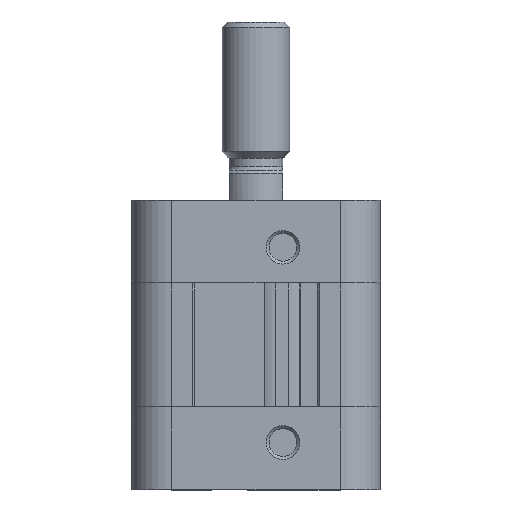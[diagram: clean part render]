
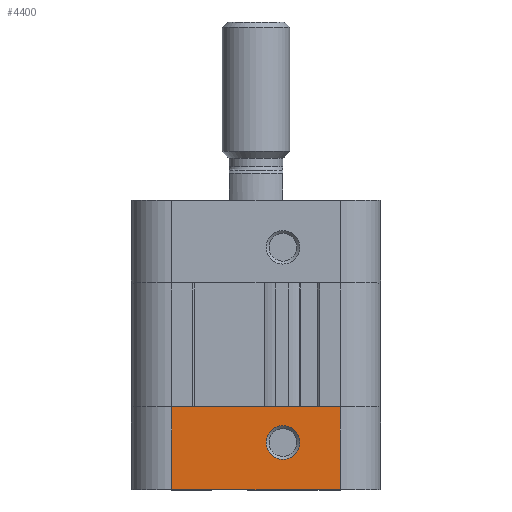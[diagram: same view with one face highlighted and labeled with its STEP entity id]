
A CAD part, top view. The second image highlights one B-rep face of the part: STEP entity #4400.
In plain terms, the highlighted face is planar.
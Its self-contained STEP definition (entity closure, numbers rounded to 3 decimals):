
#216=FACE_BOUND('',#749,.T.);
#413=FACE_OUTER_BOUND('',#748,.T.);
#748=EDGE_LOOP('',(#3778,#3779,#3780,#3781));
#749=EDGE_LOOP('',(#3782));
#891=CIRCLE('',#4712,2.5);
#1232=LINE('',#6908,#1698);
#1234=LINE('',#6929,#1700);
#1299=LINE('',#7136,#1765);
#1300=LINE('',#7137,#1766);
#1698=VECTOR('',#5608,25.);
#1700=VECTOR('',#5628,25.);
#1765=VECTOR('',#5827,12.3);
#1766=VECTOR('',#5828,12.3);
#2135=VERTEX_POINT('',#6905);
#2136=VERTEX_POINT('',#6907);
#2145=VERTEX_POINT('',#6926);
#2146=VERTEX_POINT('',#6928);
#2194=VERTEX_POINT('',#7032);
#2658=EDGE_CURVE('',#2136,#2135,#1232,.T.);
#2668=EDGE_CURVE('',#2145,#2146,#1234,.T.);
#2719=EDGE_CURVE('',#2194,#2194,#891,.T.);
#2759=EDGE_CURVE('',#2146,#2135,#1299,.T.);
#2760=EDGE_CURVE('',#2145,#2136,#1300,.T.);
#3778=ORIENTED_EDGE('',*,*,#2658,.T.);
#3779=ORIENTED_EDGE('',*,*,#2759,.F.);
#3780=ORIENTED_EDGE('',*,*,#2668,.F.);
#3781=ORIENTED_EDGE('',*,*,#2760,.T.);
#3782=ORIENTED_EDGE('',*,*,#2719,.F.);
#4159=PLANE('',#4763);
#4400=ADVANCED_FACE('',(#413,#216),#4159,.F.);
#4712=AXIS2_PLACEMENT_3D('',#7033,#5699,#5700);
#4763=AXIS2_PLACEMENT_3D('',#7135,#5825,#5826);
#5608=DIRECTION('',(1.,0.,0.));
#5628=DIRECTION('',(1.,0.,0.));
#5699=DIRECTION('center_axis',(0.,-1.,0.));
#5700=DIRECTION('ref_axis',(0.,0.,-1.));
#5825=DIRECTION('center_axis',(0.,1.,0.));
#5826=DIRECTION('ref_axis',(0.,0.,1.));
#5827=DIRECTION('',(0.,0.,-1.));
#5828=DIRECTION('',(0.,0.,-1.));
#6905=CARTESIAN_POINT('',(12.5,-18.5,0.));
#6907=CARTESIAN_POINT('',(-12.5,-18.5,0.));
#6908=CARTESIAN_POINT('',(-12.5,-18.5,0.));
#6926=CARTESIAN_POINT('',(-12.5,-18.5,12.3));
#6928=CARTESIAN_POINT('',(12.5,-18.5,12.3));
#6929=CARTESIAN_POINT('',(-12.5,-18.5,12.3));
#7032=CARTESIAN_POINT('',(4.,-18.5,4.5));
#7033=CARTESIAN_POINT('Origin',(4.,-18.5,7.));
#7135=CARTESIAN_POINT('Origin',(-12.5,-18.5,12.3));
#7136=CARTESIAN_POINT('',(12.5,-18.5,12.3));
#7137=CARTESIAN_POINT('',(-12.5,-18.5,12.3));
